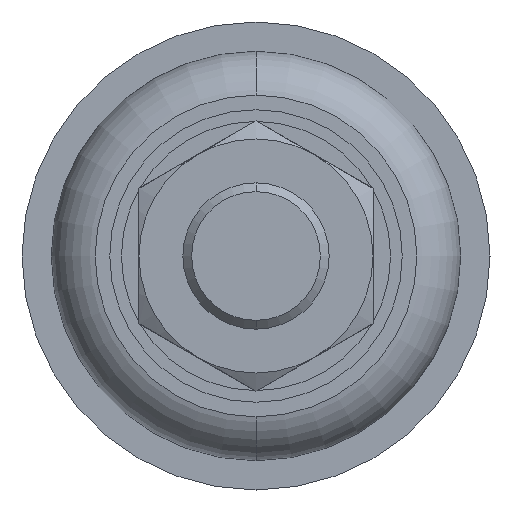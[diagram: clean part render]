
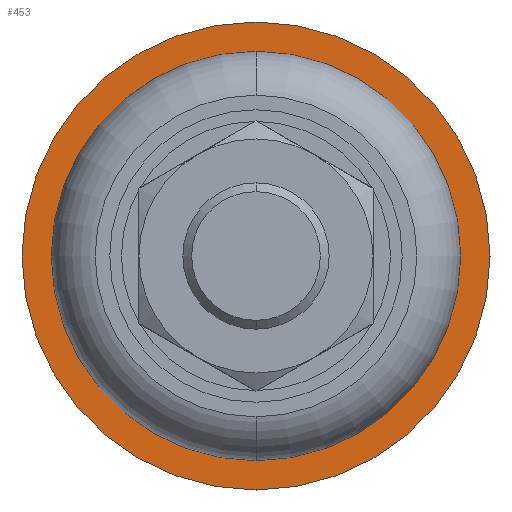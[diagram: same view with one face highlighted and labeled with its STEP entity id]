
A CAD part, front view. The second image highlights one B-rep face of the part: STEP entity #453.
In plain terms, the highlighted planar face has unit normal (0, -1, 0).
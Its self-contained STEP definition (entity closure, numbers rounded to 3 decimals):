
#51 = VERTEX_POINT ( 'NONE', #1859 ) ;
#83 = ORIENTED_EDGE ( 'NONE', *, *, #1484, .T. ) ;
#156 = CARTESIAN_POINT ( 'NONE',  ( 0., 5., 7. ) ) ;
#197 = PLANE ( 'NONE',  #1591 ) ;
#264 = ORIENTED_EDGE ( 'NONE', *, *, #365, .T. ) ;
#301 = DIRECTION ( 'NONE',  ( 0., -1., 0. ) ) ;
#316 = DIRECTION ( 'NONE',  ( 0., -1., 0. ) ) ;
#336 = ORIENTED_EDGE ( 'NONE', *, *, #1286, .F. ) ;
#365 = EDGE_CURVE ( 'NONE', #1488, #51, #678, .T. ) ;
#453 = ADVANCED_FACE ( 'NONE', ( #1776, #1786 ), #197, .T. ) ;
#486 = EDGE_CURVE ( 'NONE', #631, #1658, #558, .T. ) ;
#492 = DIRECTION ( 'NONE',  ( 0., 0., -1. ) ) ;
#558 = CIRCLE ( 'NONE', #729, 7. ) ;
#631 = VERTEX_POINT ( 'NONE', #156 ) ;
#643 = DIRECTION ( 'NONE',  ( 0., -1., 0. ) ) ;
#656 = AXIS2_PLACEMENT_3D ( 'NONE', #1662, #1373, #1228 ) ;
#678 = CIRCLE ( 'NONE', #1315, 8. ) ;
#729 = AXIS2_PLACEMENT_3D ( 'NONE', #1068, #316, #902 ) ;
#857 = CIRCLE ( 'NONE', #656, 7. ) ;
#864 = CARTESIAN_POINT ( 'NONE',  ( 0., 5., 0. ) ) ;
#902 = DIRECTION ( 'NONE',  ( 0., 0., -1. ) ) ;
#939 = CARTESIAN_POINT ( 'NONE',  ( 0., 5., -7. ) ) ;
#940 = EDGE_LOOP ( 'NONE', ( #336, #1372 ) ) ;
#1043 = CIRCLE ( 'NONE', #1623, 8. ) ;
#1068 = CARTESIAN_POINT ( 'NONE',  ( 0., 5., 0. ) ) ;
#1218 = DIRECTION ( 'NONE',  ( 0., 0., -1. ) ) ;
#1228 = DIRECTION ( 'NONE',  ( 0., 0., -1. ) ) ;
#1261 = EDGE_LOOP ( 'NONE', ( #83, #264 ) ) ;
#1286 = EDGE_CURVE ( 'NONE', #1658, #631, #857, .T. ) ;
#1315 = AXIS2_PLACEMENT_3D ( 'NONE', #1809, #643, #1218 ) ;
#1372 = ORIENTED_EDGE ( 'NONE', *, *, #486, .F. ) ;
#1373 = DIRECTION ( 'NONE',  ( 0., -1., 0. ) ) ;
#1484 = EDGE_CURVE ( 'NONE', #51, #1488, #1043, .T. ) ;
#1488 = VERTEX_POINT ( 'NONE', #1750 ) ;
#1591 = AXIS2_PLACEMENT_3D ( 'NONE', #1796, #1630, #492 ) ;
#1623 = AXIS2_PLACEMENT_3D ( 'NONE', #864, #301, #1878 ) ;
#1630 = DIRECTION ( 'NONE',  ( 0., -1., 0. ) ) ;
#1658 = VERTEX_POINT ( 'NONE', #939 ) ;
#1662 = CARTESIAN_POINT ( 'NONE',  ( 0., 5., 0. ) ) ;
#1750 = CARTESIAN_POINT ( 'NONE',  ( 0., 5., 8. ) ) ;
#1776 = FACE_OUTER_BOUND ( 'NONE', #1261, .T. ) ;
#1786 = FACE_BOUND ( 'NONE', #940, .T. ) ;
#1796 = CARTESIAN_POINT ( 'NONE',  ( 7., 5., 0. ) ) ;
#1809 = CARTESIAN_POINT ( 'NONE',  ( 0., 5., 0. ) ) ;
#1859 = CARTESIAN_POINT ( 'NONE',  ( 0., 5., -8. ) ) ;
#1878 = DIRECTION ( 'NONE',  ( 0., 0., -1. ) ) ;
